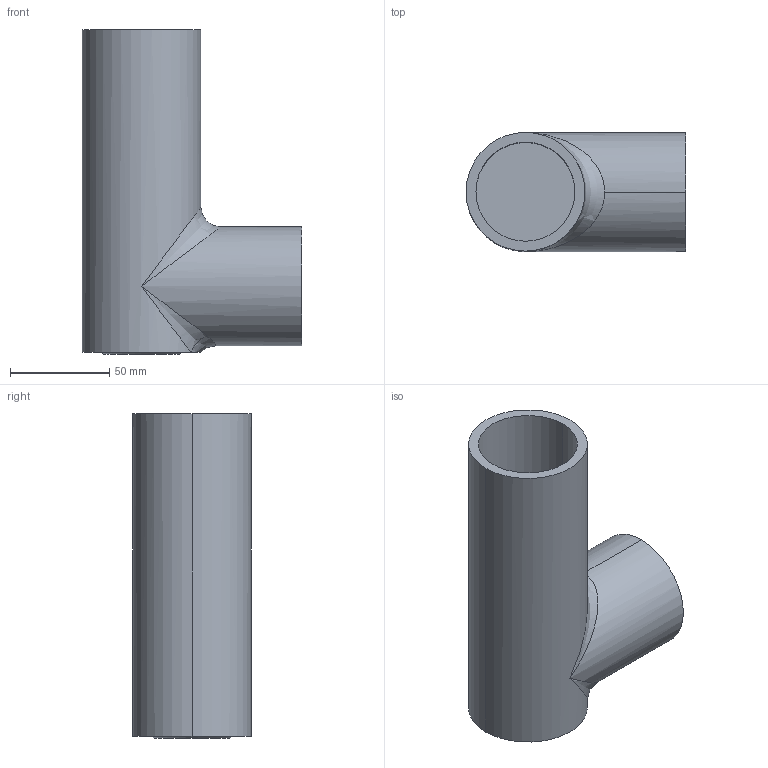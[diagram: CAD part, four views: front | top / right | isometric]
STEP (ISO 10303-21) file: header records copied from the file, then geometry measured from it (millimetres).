
FILE_DESCRIPTION (( 'STEP AP203' ), '1' );
FILE_NAME ('Link 2_Default_sldprt.STEP', '2024-05-31T11:34:53', ( '' ), ( '' ), 'SwSTEP 2.0', 'SolidWorks 2021', '' );
FILE_SCHEMA (( 'CONFIG_CONTROL_DESIGN' ));
Length unit declared in the file: millimetre
Products named in the file (1): Link 2_Default_sldprt
Bounding box: 111.03 x 60 x 164 mm (x, y, z)
Volume: 357537.1 mm3; surface area: 68890.1 mm2
Topology: 1 solids, 1 shells, 20 faces, 45 edges, 26 vertices
Faces by surface type: cylinder 9, plane 5, bspline 4, torus 2
Entity records: 1100 total; most frequent: CARTESIAN_POINT 625, DIRECTION 84, ORIENTED_EDGE 82, EDGE_CURVE 41, AXIS2_PLACEMENT_3D 38, VERTEX_POINT 26, EDGE_LOOP 23, CIRCLE 21
